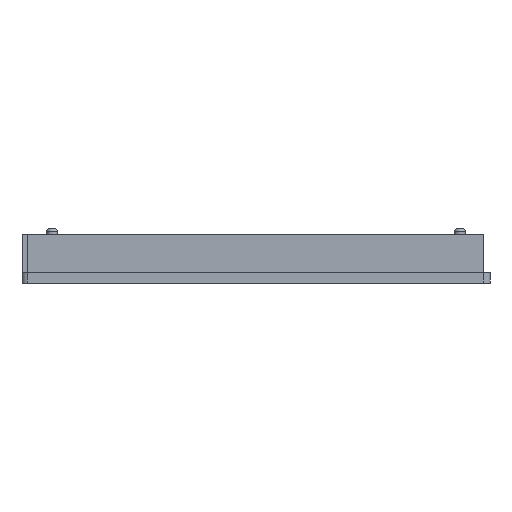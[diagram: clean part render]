
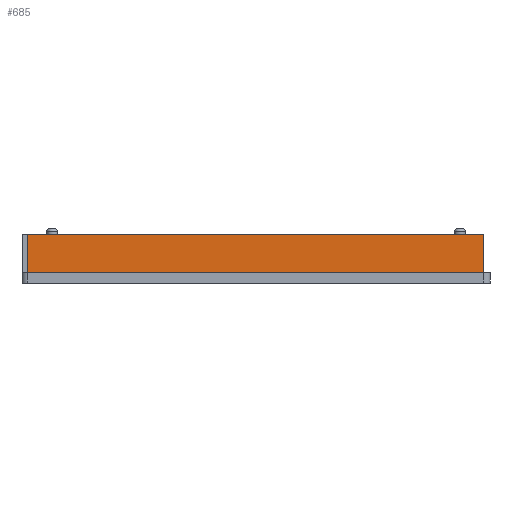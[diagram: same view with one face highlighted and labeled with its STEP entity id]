
A CAD part, front view. The second image highlights one B-rep face of the part: STEP entity #685.
In plain terms, the highlighted planar face has unit normal (0, -1, 0).
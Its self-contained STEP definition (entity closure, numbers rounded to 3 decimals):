
#175 = VERTEX_POINT('',#176);
#176 = CARTESIAN_POINT('',(81.852,-51.852,2.));
#182 = EDGE_CURVE('',#183,#175,#185,.T.);
#183 = VERTEX_POINT('',#184);
#184 = CARTESIAN_POINT('',(-1.986,-51.852,2.));
#185 = LINE('',#186,#187);
#186 = CARTESIAN_POINT('',(-1.986,-51.852,2.));
#187 = VECTOR('',#188,1.);
#188 = DIRECTION('',(1.,0.,0.));
#665 = EDGE_CURVE('',#175,#666,#668,.T.);
#666 = VERTEX_POINT('',#667);
#667 = CARTESIAN_POINT('',(81.852,-51.852,9.));
#668 = LINE('',#669,#670);
#669 = CARTESIAN_POINT('',(81.852,-51.852,2.));
#670 = VECTOR('',#671,1.);
#671 = DIRECTION('',(0.,0.,1.));
#685 = ADVANCED_FACE('',(#686),#704,.F.);
#686 = FACE_BOUND('',#687,.F.);
#687 = EDGE_LOOP('',(#688,#696,#702,#703));
#688 = ORIENTED_EDGE('',*,*,#689,.T.);
#689 = EDGE_CURVE('',#183,#690,#692,.T.);
#690 = VERTEX_POINT('',#691);
#691 = CARTESIAN_POINT('',(-1.986,-51.852,9.));
#692 = LINE('',#693,#694);
#693 = CARTESIAN_POINT('',(-1.986,-51.852,2.));
#694 = VECTOR('',#695,1.);
#695 = DIRECTION('',(0.,0.,1.));
#696 = ORIENTED_EDGE('',*,*,#697,.T.);
#697 = EDGE_CURVE('',#690,#666,#698,.T.);
#698 = LINE('',#699,#700);
#699 = CARTESIAN_POINT('',(-1.986,-51.852,9.));
#700 = VECTOR('',#701,1.);
#701 = DIRECTION('',(1.,0.,0.));
#702 = ORIENTED_EDGE('',*,*,#665,.F.);
#703 = ORIENTED_EDGE('',*,*,#182,.F.);
#704 = PLANE('',#705);
#705 = AXIS2_PLACEMENT_3D('',#706,#707,#708);
#706 = CARTESIAN_POINT('',(-1.986,-51.852,2.));
#707 = DIRECTION('',(0.,1.,0.));
#708 = DIRECTION('',(1.,0.,0.));
